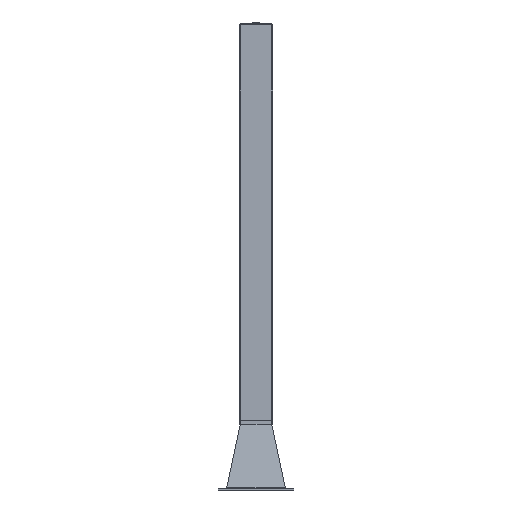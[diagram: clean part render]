
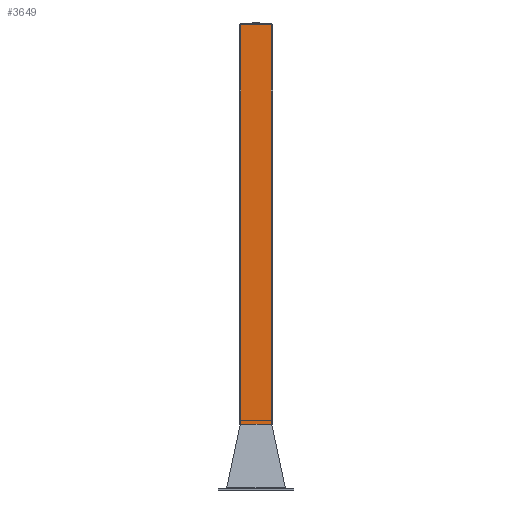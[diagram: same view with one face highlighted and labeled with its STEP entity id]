
A CAD part, left-side view. The second image highlights one B-rep face of the part: STEP entity #3649.
In plain terms, the highlighted planar face has unit normal (-1, 0, 0).
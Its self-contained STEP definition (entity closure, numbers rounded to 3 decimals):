
#3649=ADVANCED_FACE('',(#6361),#6362,.F.);
#6361=FACE_OUTER_BOUND('',#20522,.T.);
#6362=PLANE('',#20523);
#20522=EDGE_LOOP('',(#25272,#25273,#25274,#25275));
#20523=AXIS2_PLACEMENT_3D('',#25276,#25277,#25278);
#25272=ORIENTED_EDGE('',*,*,#27221,.F.);
#25273=ORIENTED_EDGE('',*,*,#27219,.T.);
#25274=ORIENTED_EDGE('',*,*,#27222,.T.);
#25275=ORIENTED_EDGE('',*,*,#27207,.T.);
#25276=CARTESIAN_POINT('',(-125.0,19.444,27.778));
#25277=DIRECTION('',(1.0,0.0,0.0));
#25278=DIRECTION('',(0.0,0.0,-1.0));
#27207=EDGE_CURVE('',#29810,#29807,#29811,.F.);
#27219=EDGE_CURVE('',#29826,#29830,#29832,.T.);
#27221=EDGE_CURVE('',#29826,#29807,#29834,.T.);
#27222=EDGE_CURVE('',#29830,#29810,#29835,.T.);
#29807=VERTEX_POINT('',#36462);
#29810=VERTEX_POINT('',#36465);
#29811=LINE('',#36466,#36467);
#29826=VERTEX_POINT('',#36485);
#29830=VERTEX_POINT('',#36490);
#29832=LINE('',#36492,#36493);
#29834=LINE('',#36495,#36496);
#29835=LINE('',#36497,#36498);
#36462=CARTESIAN_POINT('',(-125.0,-218.556,27.778));
#36465=CARTESIAN_POINT('',(-125.0,-218.556,-2972.222));
#36466=CARTESIAN_POINT('',(-125.0,-218.556,27.778));
#36467=VECTOR('',#38179,1.0);
#36485=CARTESIAN_POINT('',(-125.0,7.444,27.778));
#36490=CARTESIAN_POINT('',(-125.0,7.444,-2972.222));
#36492=CARTESIAN_POINT('',(-125.0,7.444,27.778));
#36493=VECTOR('',#38199,1.0);
#36495=CARTESIAN_POINT('',(-125.0,19.444,27.778));
#36496=VECTOR('',#38200,1.0);
#36497=CARTESIAN_POINT('',(-125.0,19.444,-2972.222));
#36498=VECTOR('',#38201,1.0);
#38179=DIRECTION('',(0.0,0.0,-1.0));
#38199=DIRECTION('',(0.0,0.0,-1.0));
#38200=DIRECTION('',(0.0,-1.0,0.0));
#38201=DIRECTION('',(0.0,-1.0,0.0));
